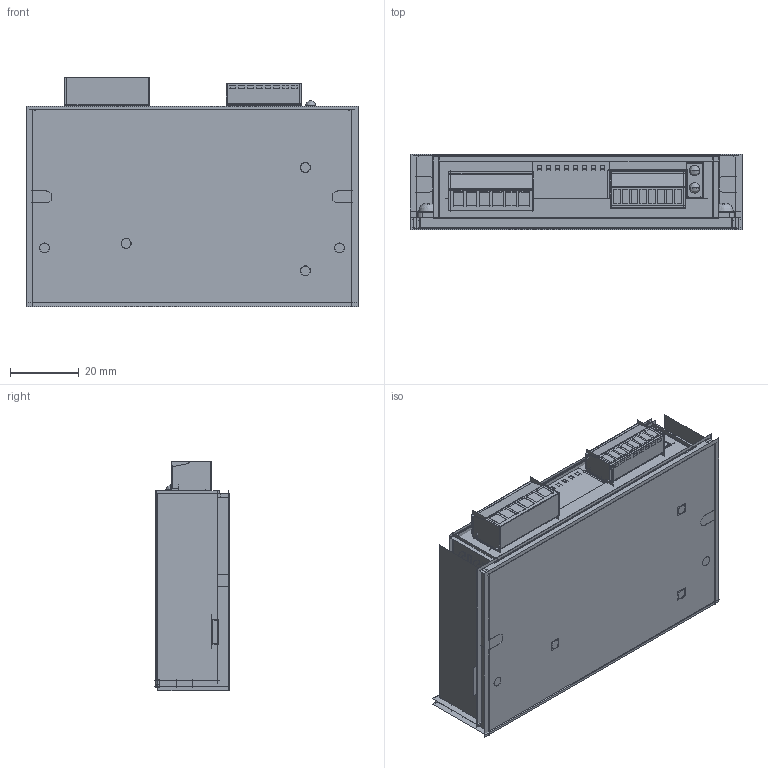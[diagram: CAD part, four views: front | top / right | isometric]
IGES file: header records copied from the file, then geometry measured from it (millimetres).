
Start section:  PTC IGES file: R42S-241114.igs
Global section: file name: R42S-241114.igs; native system: Creo Parametric by PTC Inc.; preprocessor: 2021063; author: ruiwe; organization: Unknown; date: 20241114.142613; units: millimetre
Bounding box: 96.3 x 21.84 x 66.6 mm (x, y, z)
Surface area: 1482693 mm2 (no closed solid volume)
Topology: 0 solids, 0 shells, 8160 faces, 237597 edges, 316911 vertices
Faces by surface type: bspline 6688, revolution 1338, extrusion 134
